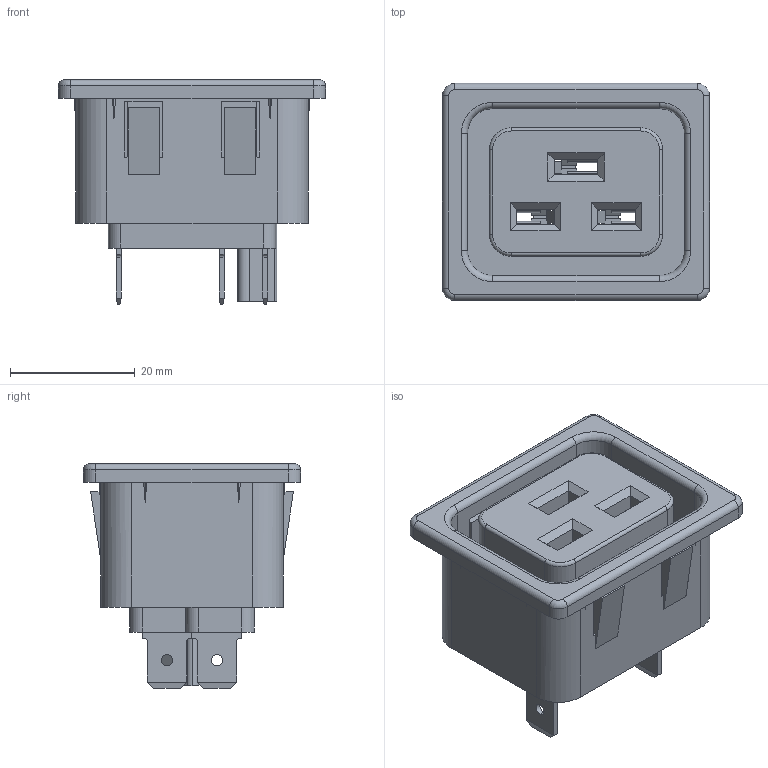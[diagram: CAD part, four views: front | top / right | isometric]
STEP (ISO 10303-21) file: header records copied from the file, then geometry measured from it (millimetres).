
FILE_DESCRIPTION (( 'STEP AP214' ), '1' );
FILE_NAME ('746W-1.5-6.3.STEP', '2024-01-10T01:33:02', ( '' ), ( '' ), 'SwSTEP 2.0', 'SolidWorks 2016', '' );
FILE_SCHEMA (( 'AUTOMOTIVE_DESIGN' ));
Length unit declared in the file: millimetre
Products named in the file (3): SS3C-001-6.3; SS3D; 746W-1.5-6.3
Assembly tree (4 placements, depth 2):
  746W-1.5-6.3
    SS3D
    SS3C-001-6.3  x3
Bounding box: 42.8 x 34.8 x 36 mm (x, y, z)
Volume: 15902.6 mm3; surface area: 16600.9 mm2
Topology: 4 solids, 4 shells, 609 faces, 1648 edges, 1052 vertices
Faces by surface type: plane 420, cylinder 165, torus 12, bspline 12
Entity records: 11896 total; most frequent: CARTESIAN_POINT 2248, ORIENTED_EDGE 2032, DIRECTION 1924, EDGE_CURVE 1016, VECTOR 820, LINE 820, VERTEX_POINT 652, AXIS2_PLACEMENT_3D 552
